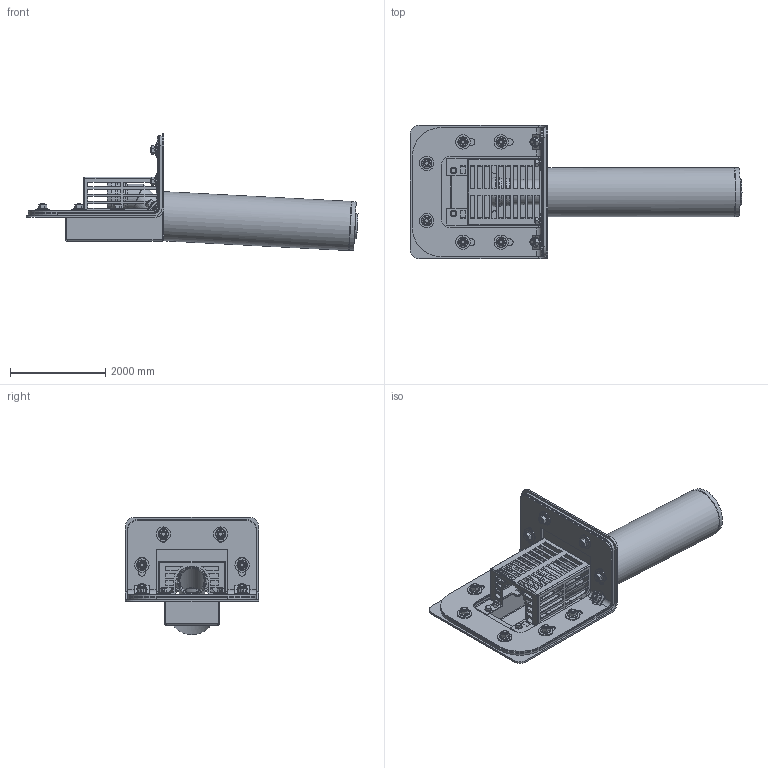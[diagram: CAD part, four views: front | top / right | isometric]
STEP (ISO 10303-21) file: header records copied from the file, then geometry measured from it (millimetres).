
FILE_DESCRIPTION(/* description */ (''),/* implementation_level */ '2;1');
FILE_NAME(/* name */ '13464.100X_3D.stp',/* time_stamp */ '2024-12-11T14:46:42+01:00',/* author */ ('CAD'),/* organization */ (''),/* preprocessor_version */ 'ST-DEVELOPER v20',/* originating_system */ 'AutoCAD Mechanical',/* authorisation */ '');
FILE_SCHEMA (('AUTOMOTIVE_DESIGN { 1 0 10303 214 3 1 1 }'));
Length unit declared in the file: centimetre
Products named in the file (2): Product; *S0
Assembly tree (1 placements, depth 2):
  Product
    *S0
Bounding box: 6953.57 x 2800 x 2454.11 mm (x, y, z)
Volume: 1525010197.5 mm3; surface area: 128577167.4 mm2
Topology: 48 solids, 48 shells, 1254 faces, 3099 edges, 1918 vertices
Faces by surface type: plane 568, cone 429, cylinder 211, torus 26, bspline 20
Full cylindrical faces by diameter (mm): 60 x4, 83.76 x12, 90 x2, 100 x2, 105 x10, 120 x2, 300 x10, 510 x3, 530 x3, 560 x1, 580 x1, 1000 x1, 1030 x1
Entity records: 38929 total; most frequent: CARTESIAN_POINT 8699, DIRECTION 6239, ORIENTED_EDGE 6198, EDGE_CURVE 3099, AXIS2_PLACEMENT_3D 2207, VERTEX_POINT 1918, LINE 1825, VECTOR 1825
